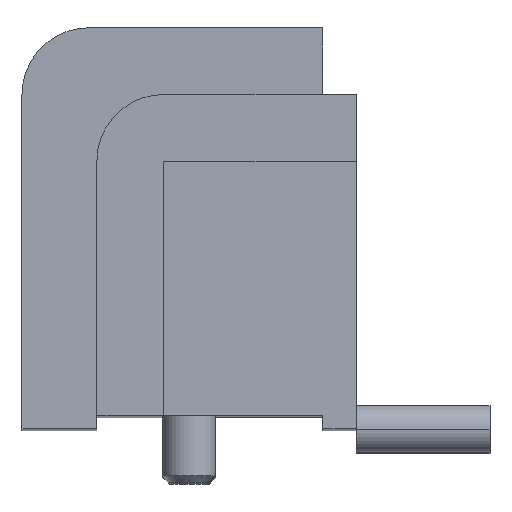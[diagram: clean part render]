
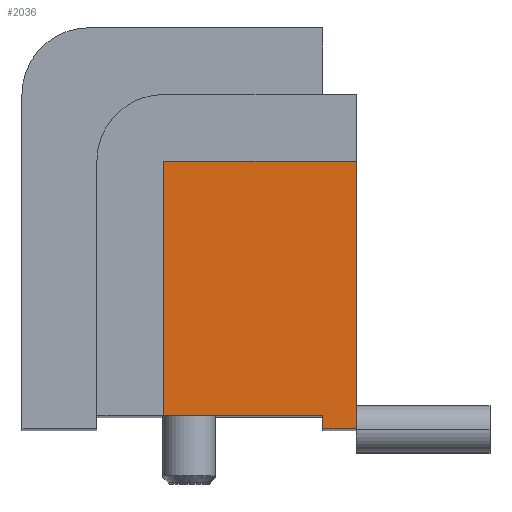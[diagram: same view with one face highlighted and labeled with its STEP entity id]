
A CAD part, top view. The second image highlights one B-rep face of the part: STEP entity #2036.
In plain terms, the highlighted planar face has unit normal (0, 0, 1).
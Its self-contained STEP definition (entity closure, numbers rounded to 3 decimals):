
#141 = DIRECTION ( 'NONE',  ( 1., 0., 0. ) ) ;
#232 = ORIENTED_EDGE ( 'NONE', *, *, #4819, .F. ) ;
#322 = CARTESIAN_POINT ( 'NONE',  ( 2.12, 4., 16. ) ) ;
#420 = CARTESIAN_POINT ( 'NONE',  ( 5., 0., 16. ) ) ;
#444 = CARTESIAN_POINT ( 'NONE',  ( 0., 0., 16. ) ) ;
#521 = ORIENTED_EDGE ( 'NONE', *, *, #1038, .T. ) ;
#586 = LINE ( 'NONE', #4884, #2804 ) ;
#779 = DIRECTION ( 'NONE',  ( 0., 1., 0. ) ) ;
#1024 = CARTESIAN_POINT ( 'NONE',  ( 0., 0.2, 16. ) ) ;
#1038 = EDGE_CURVE ( 'NONE', #1979, #4194, #2508, .T. ) ;
#1197 = EDGE_CURVE ( 'NONE', #4544, #4736, #2158, .T. ) ;
#1302 = LINE ( 'NONE', #4416, #2066 ) ;
#1314 = CARTESIAN_POINT ( 'NONE',  ( 4.5, 0., 16. ) ) ;
#1445 = EDGE_CURVE ( 'NONE', #4392, #2509, #586, .T. ) ;
#1594 = CARTESIAN_POINT ( 'NONE',  ( 2.12, 0.2, 16. ) ) ;
#1704 = EDGE_CURVE ( 'NONE', #4736, #4392, #1302, .T. ) ;
#1754 = DIRECTION ( 'NONE',  ( 1., 0., 0. ) ) ;
#1866 = ORIENTED_EDGE ( 'NONE', *, *, #4072, .T. ) ;
#1979 = VERTEX_POINT ( 'NONE', #4369 ) ;
#2036 = ADVANCED_FACE ( 'NONE', ( #4406 ), #3201, .T. ) ;
#2066 = VECTOR ( 'NONE', #3134, 1000. ) ;
#2158 = LINE ( 'NONE', #1024, #2224 ) ;
#2224 = VECTOR ( 'NONE', #3324, 1000. ) ;
#2251 = ORIENTED_EDGE ( 'NONE', *, *, #1445, .F. ) ;
#2346 = VECTOR ( 'NONE', #4390, 1000. ) ;
#2452 = ORIENTED_EDGE ( 'NONE', *, *, #1704, .F. ) ;
#2467 = CARTESIAN_POINT ( 'NONE',  ( 5., 0., 16. ) ) ;
#2508 = LINE ( 'NONE', #3819, #4677 ) ;
#2509 = VERTEX_POINT ( 'NONE', #2989 ) ;
#2804 = VECTOR ( 'NONE', #1754, 1000. ) ;
#2891 = LINE ( 'NONE', #1314, #2346 ) ;
#2989 = CARTESIAN_POINT ( 'NONE',  ( 5., 4., 16. ) ) ;
#3134 = DIRECTION ( 'NONE',  ( 0., 1., 0. ) ) ;
#3156 = EDGE_LOOP ( 'NONE', ( #232, #521, #1866, #2251, #2452, #3824 ) ) ;
#3201 = PLANE ( 'NONE',  #5018 ) ;
#3211 = VECTOR ( 'NONE', #779, 1000. ) ;
#3324 = DIRECTION ( 'NONE',  ( -1., 0., 0. ) ) ;
#3816 = LINE ( 'NONE', #420, #3211 ) ;
#3819 = CARTESIAN_POINT ( 'NONE',  ( 0., 0., 16. ) ) ;
#3824 = ORIENTED_EDGE ( 'NONE', *, *, #1197, .F. ) ;
#4072 = EDGE_CURVE ( 'NONE', #4194, #2509, #3816, .T. ) ;
#4194 = VERTEX_POINT ( 'NONE', #2467 ) ;
#4306 = CARTESIAN_POINT ( 'NONE',  ( 4.5, 0.2, 16. ) ) ;
#4369 = CARTESIAN_POINT ( 'NONE',  ( 4.5, 0., 16. ) ) ;
#4388 = DIRECTION ( 'NONE',  ( 0., 0., 1. ) ) ;
#4390 = DIRECTION ( 'NONE',  ( 0., 1., 0. ) ) ;
#4392 = VERTEX_POINT ( 'NONE', #322 ) ;
#4406 = FACE_OUTER_BOUND ( 'NONE', #3156, .T. ) ;
#4416 = CARTESIAN_POINT ( 'NONE',  ( 2.12, 4., 16. ) ) ;
#4544 = VERTEX_POINT ( 'NONE', #4306 ) ;
#4596 = DIRECTION ( 'NONE',  ( 1., 0., 0. ) ) ;
#4677 = VECTOR ( 'NONE', #4596, 1000. ) ;
#4736 = VERTEX_POINT ( 'NONE', #1594 ) ;
#4819 = EDGE_CURVE ( 'NONE', #1979, #4544, #2891, .T. ) ;
#4884 = CARTESIAN_POINT ( 'NONE',  ( 5., 4., 16. ) ) ;
#5018 = AXIS2_PLACEMENT_3D ( 'NONE', #444, #4388, #141 ) ;
